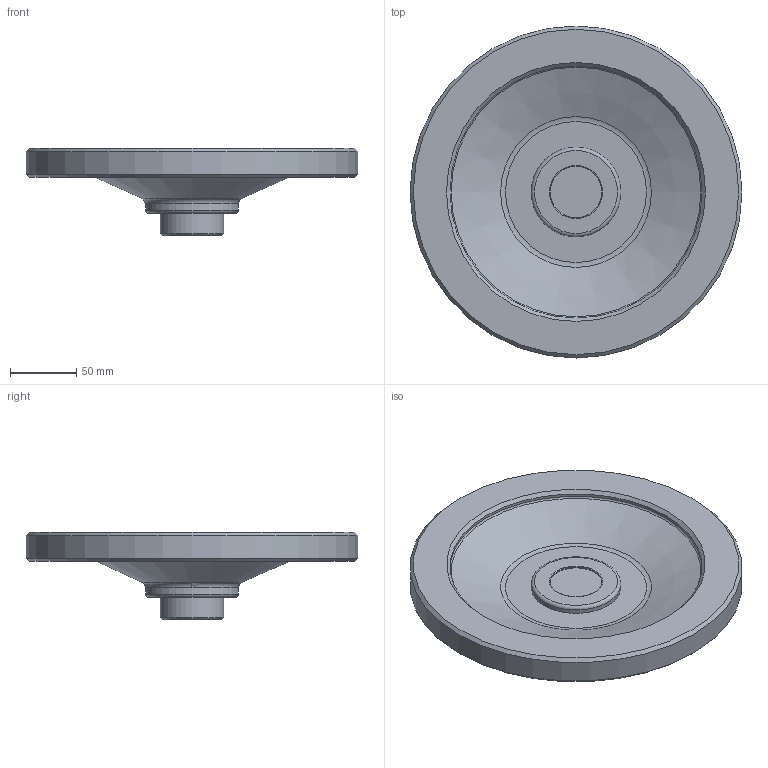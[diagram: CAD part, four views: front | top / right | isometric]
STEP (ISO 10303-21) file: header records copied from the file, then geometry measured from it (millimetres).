
FILE_DESCRIPTION( ( 'Unknown' ), '1' );
FILE_NAME( '7101026_VPRA250.stp', 'Unknown', ( 'Unknown' ), ( 'Unknown' ), 'PSStep 11.0', 'Unknown', ' ' );
FILE_SCHEMA( ( 'AUTOMOTIVE_DESIGN { 1 0 10303 214 1 1 1 1 }' ) );
Length unit declared in the file: millimetre
Products named in the file (1): 7101026
Bounding box: 250 x 250 x 66 mm (x, y, z)
Volume: 774243.1 mm3; surface area: 128547.8 mm2
Topology: 1 solids, 1 shells, 44 faces, 93 edges, 54 vertices
Faces by surface type: bspline 11, torus 9, cone 9, cylinder 8, plane 7
Full cylindrical faces by diameter (mm): 6 x1, 39 x1, 48 x1, 67.5 x1, 70 x1, 190 x1, 250 x1
Entity records: 3104 total; most frequent: CARTESIAN_POINT 1990, DIRECTION 152, ORIENTED_EDGE 124, AXIS2_PLACEMENT_3D 76, EDGE_LOOP 70, EDGE_CURVE 62, FACE_OUTER_BOUND 57, VERTEX_POINT 47
